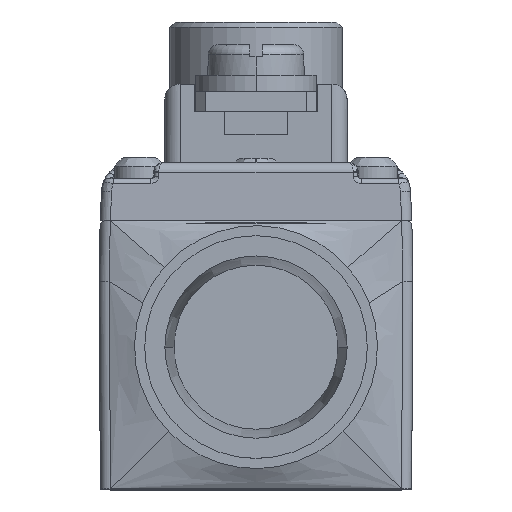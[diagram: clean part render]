
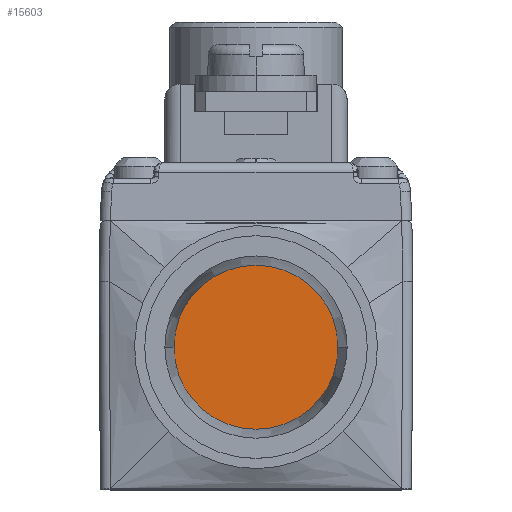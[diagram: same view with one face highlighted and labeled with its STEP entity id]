
A CAD part, top view. The second image highlights one B-rep face of the part: STEP entity #15603.
In plain terms, the highlighted planar face has unit normal (0, 0, 1).
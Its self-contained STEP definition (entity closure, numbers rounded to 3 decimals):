
#15486=CARTESIAN_POINT('',(0.,-12.5,52.));
#15487=DIRECTION('',(0.,0.,1.));
#15488=DIRECTION('',(-1.,0.,0.));
#15489=AXIS2_PLACEMENT_3D('',#15486,#15487,#15488);
#15495=CARTESIAN_POINT('',(0.,-12.5,52.));
#15496=DIRECTION('',(0.,0.,-1.));
#15497=DIRECTION('',(-1.,0.,0.));
#15498=AXIS2_PLACEMENT_3D('',#15495,#15496,#15497);
#15512=CARTESIAN_POINT('',(-8.1,-12.5,52.));
#15513=CARTESIAN_POINT('',(8.1,-12.5,52.));
#15514=VERTEX_POINT('',#15512);
#15515=VERTEX_POINT('',#15513);
#15594=CARTESIAN_POINT('',(0.,-12.5,52.));
#15595=DIRECTION('',(0.,0.,1.));
#15596=DIRECTION('',(-1.,0.,0.));
#15597=AXIS2_PLACEMENT_3D('',#15594,#15595,#15596);
#15598=PLANE('',#15597);
#15599=ORIENTED_EDGE('',*,*,#15588,.T.);
#15600=ORIENTED_EDGE('',*,*,#15574,.F.);
#15601=EDGE_LOOP('',(#15599,#15600));
#15602=FACE_OUTER_BOUND('',#15601,.F.);
#15490=CIRCLE('',#15489,8.1);
#15499=CIRCLE('',#15498,8.1);
#15574=EDGE_CURVE('',#15514,#15515,#15490,.T.);
#15588=EDGE_CURVE('',#15514,#15515,#15499,.T.);
#15603=ADVANCED_FACE('',(#15602),#15598,.T.);
